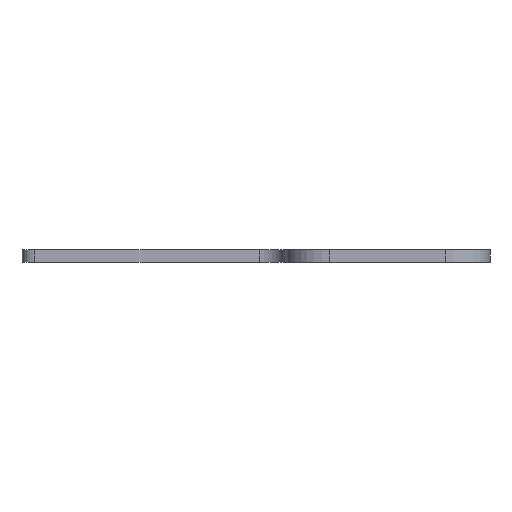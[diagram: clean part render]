
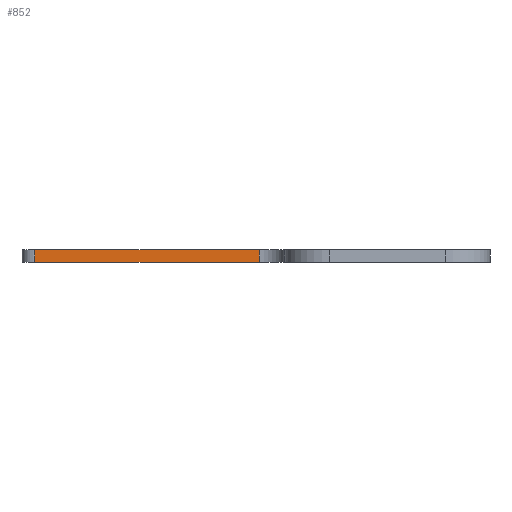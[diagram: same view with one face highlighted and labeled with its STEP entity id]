
A CAD part, left-side view. The second image highlights one B-rep face of the part: STEP entity #852.
In plain terms, the highlighted planar face has unit normal (-1, 0, 0).
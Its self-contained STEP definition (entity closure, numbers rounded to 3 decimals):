
#311=CARTESIAN_POINT('',(-5.0,35.5,0.5));
#312=VERTEX_POINT('',#311);
#320=CARTESIAN_POINT('',(-5.0,18.0,0.5));
#321=VERTEX_POINT('',#320);
#322=CARTESIAN_POINT('',(-5.0,18.0,0.5));
#323=DIRECTION('',(0.0,1.0,0.0));
#324=VECTOR('',#323,17.5);
#325=LINE('',#322,#324);
#326=EDGE_CURVE('',#321,#312,#325,.T.);
#458=CARTESIAN_POINT('',(-5.0,18.0,-0.5));
#459=VERTEX_POINT('',#458);
#467=CARTESIAN_POINT('',(-5.0,35.5,-0.5));
#468=VERTEX_POINT('',#467);
#469=CARTESIAN_POINT('',(-5.0,35.5,-0.5));
#470=DIRECTION('',(0.0,-1.0,0.0));
#471=VECTOR('',#470,17.5);
#472=LINE('',#469,#471);
#473=EDGE_CURVE('',#468,#459,#472,.T.);
#793=CARTESIAN_POINT('',(-5.0,18.0,0.5));
#794=DIRECTION('',(0.0,0.0,-1.0));
#795=VECTOR('',#794,1.0);
#796=LINE('',#793,#795);
#797=EDGE_CURVE('',#321,#459,#796,.T.);
#832=CARTESIAN_POINT('',(-5.0,35.5,-0.5));
#833=DIRECTION('',(0.0,0.0,1.0));
#834=VECTOR('',#833,1.0);
#835=LINE('',#832,#834);
#836=EDGE_CURVE('',#468,#312,#835,.T.);
#841=CARTESIAN_POINT('',(-5.0,16.0,0.0));
#842=DIRECTION('',(-1.0,0.0,0.0));
#843=DIRECTION('',(0.0,0.0,1.0));
#844=AXIS2_PLACEMENT_3D('',#841,#842,#843);
#845=PLANE('',#844);
#846=ORIENTED_EDGE('',*,*,#797,.F.);
#847=ORIENTED_EDGE('',*,*,#326,.T.);
#848=ORIENTED_EDGE('',*,*,#836,.F.);
#849=ORIENTED_EDGE('',*,*,#473,.T.);
#850=EDGE_LOOP('',(#846,#847,#848,#849));
#851=FACE_OUTER_BOUND('',#850,.T.);
#852=ADVANCED_FACE('',(#851),#845,.T.);
